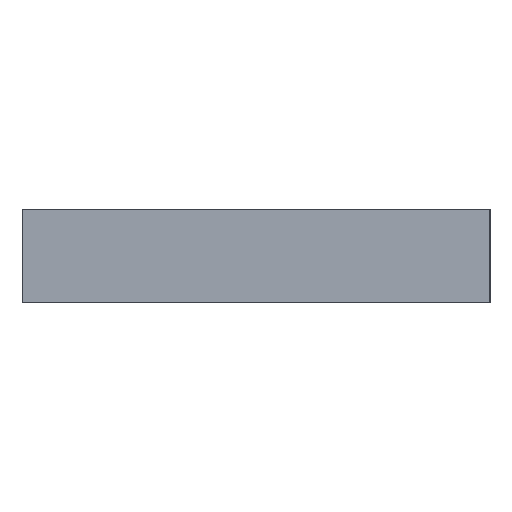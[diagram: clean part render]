
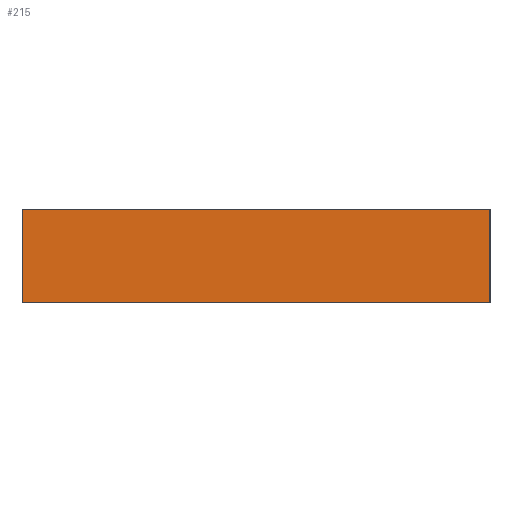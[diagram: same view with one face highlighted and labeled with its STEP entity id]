
A CAD part, left-side view. The second image highlights one B-rep face of the part: STEP entity #215.
In plain terms, the highlighted planar face has unit normal (-1, 0, 0).
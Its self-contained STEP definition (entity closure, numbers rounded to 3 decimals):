
#23=PLANE('',#253);
#34=FACE_OUTER_BOUND('',#45,.T.);
#45=EDGE_LOOP('',(#178,#179,#180,#181));
#68=LINE('',#363,#89);
#69=LINE('',#366,#90);
#70=LINE('',#368,#91);
#71=LINE('',#369,#92);
#89=VECTOR('',#302,10.);
#90=VECTOR('',#305,10.);
#91=VECTOR('',#306,10.);
#92=VECTOR('',#307,10.);
#117=VERTEX_POINT('',#359);
#118=VERTEX_POINT('',#361);
#119=VERTEX_POINT('',#365);
#120=VERTEX_POINT('',#367);
#143=EDGE_CURVE('',#117,#118,#68,.T.);
#144=EDGE_CURVE('',#117,#119,#69,.T.);
#145=EDGE_CURVE('',#120,#118,#70,.T.);
#146=EDGE_CURVE('',#119,#120,#71,.T.);
#178=ORIENTED_EDGE('',*,*,#144,.F.);
#179=ORIENTED_EDGE('',*,*,#143,.T.);
#180=ORIENTED_EDGE('',*,*,#145,.F.);
#181=ORIENTED_EDGE('',*,*,#146,.F.);
#215=ADVANCED_FACE('',(#34),#23,.T.);
#253=AXIS2_PLACEMENT_3D('',#364,#303,#304);
#302=DIRECTION('',(0.,0.,1.));
#303=DIRECTION('center_axis',(-1.,0.,0.));
#304=DIRECTION('ref_axis',(0.,-1.,0.));
#305=DIRECTION('',(0.,1.,0.));
#306=DIRECTION('',(0.,-1.,0.));
#307=DIRECTION('',(0.,0.,1.));
#359=CARTESIAN_POINT('',(-80.,-10.,0.));
#361=CARTESIAN_POINT('',(-80.,-10.,4.));
#363=CARTESIAN_POINT('',(-80.,-10.,0.));
#364=CARTESIAN_POINT('Origin',(-80.,10.,0.));
#365=CARTESIAN_POINT('',(-80.,10.,0.));
#366=CARTESIAN_POINT('',(-80.,-10.,0.));
#367=CARTESIAN_POINT('',(-80.,10.,4.));
#368=CARTESIAN_POINT('',(-80.,-10.,4.));
#369=CARTESIAN_POINT('',(-80.,10.,0.));
